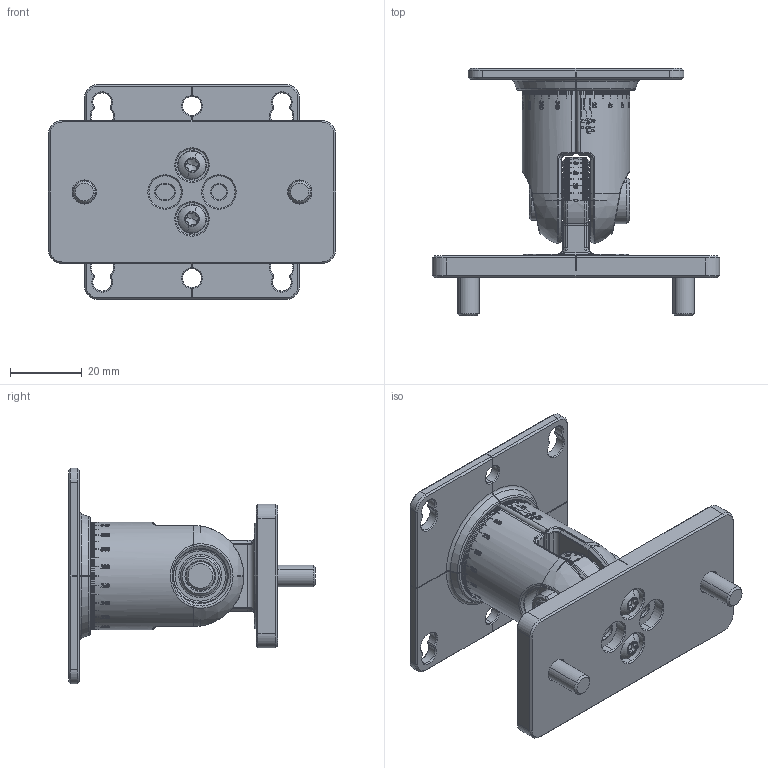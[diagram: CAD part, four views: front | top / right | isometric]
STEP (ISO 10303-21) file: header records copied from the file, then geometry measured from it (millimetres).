
FILE_DESCRIPTION (( 'STEP AP214' ), '1' );
FILE_NAME ('Zivid ST10.STEP', '2022-01-31T14:19:57', ( '' ), ( '' ), 'SwSTEP 2.0', 'SolidWorks 2021', '' );
FILE_SCHEMA (( 'AUTOMOTIVE_DESIGN' ));
Length unit declared in the file: millimetre
Products named in the file (1): Zivid ST10
Bounding box: 80 x 68.74 x 60 mm (x, y, z)
Volume: 55908.6 mm3; surface area: 30428.7 mm2
Topology: 12 solids, 12 shells, 4329 faces, 11939 edges, 7766 vertices
Faces by surface type: plane 2209, bspline 880, cone 522, cylinder 408, torus 302, sphere 8
Entity records: 198836 total; most frequent: CARTESIAN_POINT 98512, ORIENTED_EDGE 23818, DIRECTION 16567, EDGE_CURVE 11909, VERTEX_POINT 7766, AXIS2_PLACEMENT_3D 6089, B_SPLINE_CURVE_WITH_KNOTS 4873, EDGE_LOOP 4529
